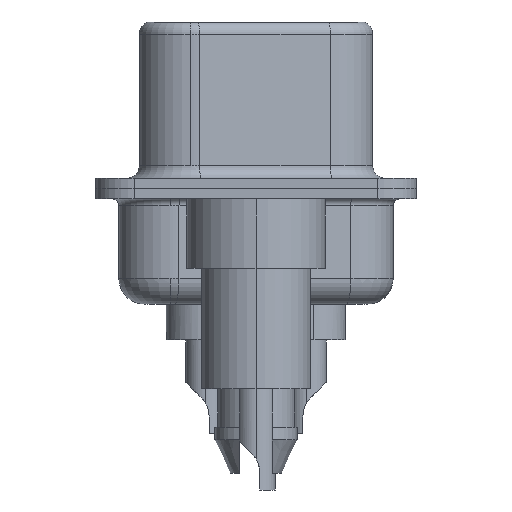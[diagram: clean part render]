
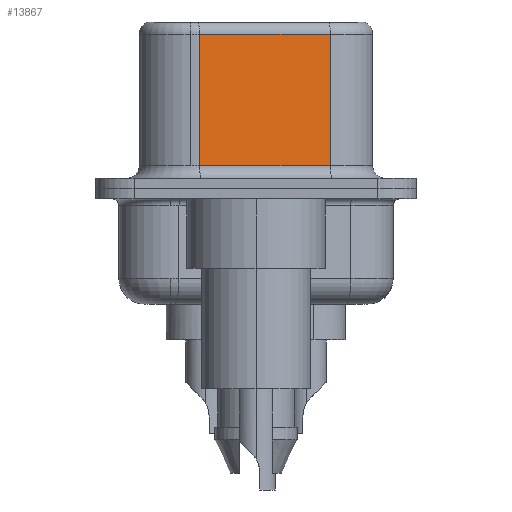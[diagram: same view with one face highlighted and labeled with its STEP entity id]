
A CAD part, left-side view. The second image highlights one B-rep face of the part: STEP entity #13867.
In plain terms, the highlighted planar face has unit normal (-0.985, -0.174, 0).
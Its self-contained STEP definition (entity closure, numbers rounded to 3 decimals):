
#11 = DIRECTION ( 'NONE',  ( -0.174, 0.985, 0. ) ) ;
#54 = EDGE_CURVE ( 'NONE', #5099, #17206, #13532, .T. ) ;
#103 = CARTESIAN_POINT ( 'NONE',  ( 4.58, -2.897, 6.52 ) ) ;
#193 = ORIENTED_EDGE ( 'NONE', *, *, #15243, .T. ) ;
#298 = DIRECTION ( 'NONE',  ( 0.985, 0.174, 0. ) ) ;
#1291 = CARTESIAN_POINT ( 'NONE',  ( 4.58, -2.897, 6.02 ) ) ;
#2650 = CARTESIAN_POINT ( 'NONE',  ( 3.68, 2.203, 6.02 ) ) ;
#2937 = DIRECTION ( 'NONE',  ( 0., 0., -1. ) ) ;
#4082 = LINE ( 'NONE', #6786, #7743 ) ;
#4383 = CARTESIAN_POINT ( 'NONE',  ( 4.58, -2.897, 6.52 ) ) ;
#4597 = EDGE_LOOP ( 'NONE', ( #14767, #7486, #193, #13371 ) ) ;
#5099 = VERTEX_POINT ( 'NONE', #1291 ) ;
#5671 = EDGE_CURVE ( 'NONE', #5099, #7649, #4082, .T. ) ;
#5781 = DIRECTION ( 'NONE',  ( 0., 0., -1. ) ) ;
#6329 = VERTEX_POINT ( 'NONE', #16598 ) ;
#6786 = CARTESIAN_POINT ( 'NONE',  ( 4.58, -2.897, 6.02 ) ) ;
#7486 = ORIENTED_EDGE ( 'NONE', *, *, #5671, .T. ) ;
#7649 = VERTEX_POINT ( 'NONE', #2650 ) ;
#7743 = VECTOR ( 'NONE', #11, 1000. ) ;
#8011 = AXIS2_PLACEMENT_3D ( 'NONE', #4383, #298, #9914 ) ;
#8175 = VECTOR ( 'NONE', #5781, 1000. ) ;
#8538 = LINE ( 'NONE', #11615, #11745 ) ;
#9914 = DIRECTION ( 'NONE',  ( -0.174, 0.985, 0. ) ) ;
#10659 = CARTESIAN_POINT ( 'NONE',  ( 4.58, -2.897, 0.9 ) ) ;
#11615 = CARTESIAN_POINT ( 'NONE',  ( 4.58, -2.897, 0.9 ) ) ;
#11745 = VECTOR ( 'NONE', #17126, 1000. ) ;
#13117 = VECTOR ( 'NONE', #2937, 1000. ) ;
#13371 = ORIENTED_EDGE ( 'NONE', *, *, #17682, .T. ) ;
#13532 = LINE ( 'NONE', #103, #13117 ) ;
#13867 = ADVANCED_FACE ( 'NONE', ( #15778 ), #16659, .F. ) ;
#13948 = CARTESIAN_POINT ( 'NONE',  ( 3.68, 2.203, 6.52 ) ) ;
#14767 = ORIENTED_EDGE ( 'NONE', *, *, #54, .F. ) ;
#15243 = EDGE_CURVE ( 'NONE', #7649, #6329, #15365, .T. ) ;
#15365 = LINE ( 'NONE', #13948, #8175 ) ;
#15778 = FACE_OUTER_BOUND ( 'NONE', #4597, .T. ) ;
#16598 = CARTESIAN_POINT ( 'NONE',  ( 3.68, 2.203, 0.9 ) ) ;
#16659 = PLANE ( 'NONE',  #8011 ) ;
#17126 = DIRECTION ( 'NONE',  ( 0.174, -0.985, 0. ) ) ;
#17206 = VERTEX_POINT ( 'NONE', #10659 ) ;
#17682 = EDGE_CURVE ( 'NONE', #6329, #17206, #8538, .T. ) ;
